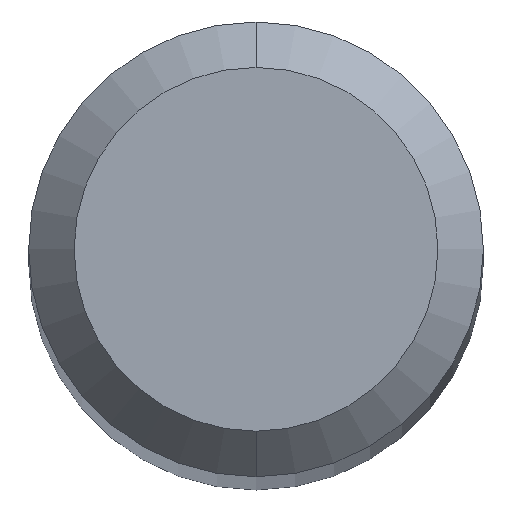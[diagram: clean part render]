
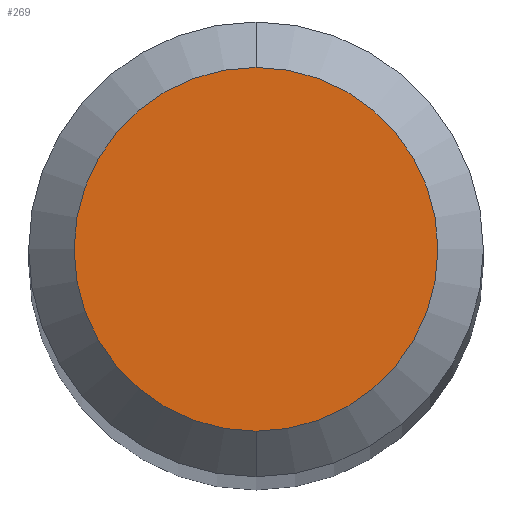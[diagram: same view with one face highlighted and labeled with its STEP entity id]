
A CAD part, top view. The second image highlights one B-rep face of the part: STEP entity #269.
In plain terms, the highlighted planar face has unit normal (0, 0, 1).
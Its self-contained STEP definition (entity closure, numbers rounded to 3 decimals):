
#261=EDGE_CURVE('',#399,#311,#576,.T.);
#269=ADVANCED_FACE('',(#585),#586,.T.);
#279=EDGE_CURVE('',#311,#399,#597,.T.);
#311=VERTEX_POINT('',#632);
#399=VERTEX_POINT('',#729);
#576=CIRCLE('',#1077,1.2);
#585=FACE_OUTER_BOUND('',#1088,.T.);
#586=PLANE('',#1089);
#597=CIRCLE('',#1113,1.2);
#632=CARTESIAN_POINT('',(0.,-1.2,0.0));
#729=CARTESIAN_POINT('',(0.0,1.2,0.0));
#1077=AXIS2_PLACEMENT_3D('',#1539,#1540,#1541);
#1088=EDGE_LOOP('',(#1556,#1557));
#1089=AXIS2_PLACEMENT_3D('',#1558,#1559,#1560);
#1113=AXIS2_PLACEMENT_3D('',#1575,#1576,#1577);
#1539=CARTESIAN_POINT('',(0.0,0.0,0.0));
#1540=DIRECTION('',(0.0,0.0,-1.0));
#1541=DIRECTION('',(0.0,1.0,0.0));
#1556=ORIENTED_EDGE('',*,*,#261,.F.);
#1557=ORIENTED_EDGE('',*,*,#279,.F.);
#1558=CARTESIAN_POINT('',(0.0,0.6,0.0));
#1559=DIRECTION('',(-0.0,0.0,1.0));
#1560=DIRECTION('',(0.0,-1.0,0.0));
#1575=CARTESIAN_POINT('',(0.0,0.0,0.0));
#1576=DIRECTION('',(0.0,0.0,-1.0));
#1577=DIRECTION('',(0.0,1.0,0.0));
